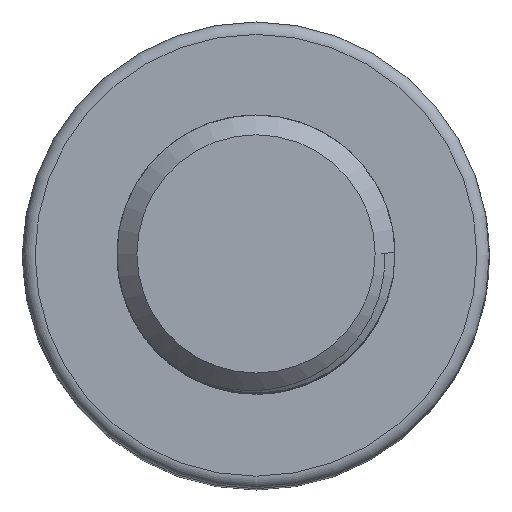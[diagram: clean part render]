
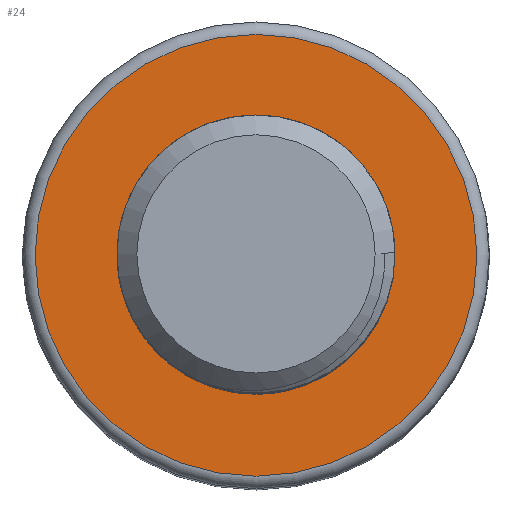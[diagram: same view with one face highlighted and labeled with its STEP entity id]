
A CAD part, top view. The second image highlights one B-rep face of the part: STEP entity #24.
In plain terms, the highlighted planar face has unit normal (0, 0, 1).
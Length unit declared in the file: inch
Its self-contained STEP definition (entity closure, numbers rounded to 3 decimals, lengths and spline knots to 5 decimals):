
#24 = ADVANCED_FACE ( 'NONE', ( #3604, #3608 ), #3401, .F. ) ;
#47 = AXIS2_PLACEMENT_3D ( 'NONE', #3390, #3402, #3403 ) ;
#68 = AXIS2_PLACEMENT_3D ( 'NONE', #331, #309, #308 ) ;
#76 = AXIS2_PLACEMENT_3D ( 'NONE', #97, #88, #87 ) ;
#87 = DIRECTION ( 'NONE',  ( 1., 0., 0. ) ) ;
#88 = DIRECTION ( 'NONE',  ( 0., 0., 1. ) ) ;
#97 = CARTESIAN_POINT ( 'NONE',  ( 0., 0., 0.325 ) ) ;
#308 = DIRECTION ( 'NONE',  ( 1., 0., 0. ) ) ;
#309 = DIRECTION ( 'NONE',  ( 0., 0., 1. ) ) ;
#331 = CARTESIAN_POINT ( 'NONE',  ( 0., 0., 0.325 ) ) ;
#588 = EDGE_CURVE ( 'NONE', #2658, #2658, #1789, .T. ) ;
#1789 = CIRCLE ( 'NONE', #68, 0.089 ) ;
#1807 = CIRCLE ( 'NONE', #76, 0.056 ) ;
#1880 = ORIENTED_EDGE ( 'NONE', *, *, #2987, .F. ) ;
#1898 = ORIENTED_EDGE ( 'NONE', *, *, #588, .T. ) ;
#1952 = EDGE_LOOP ( 'NONE', ( #1898 ) ) ;
#1976 = EDGE_LOOP ( 'NONE', ( #1880 ) ) ;
#2653 = CARTESIAN_POINT ( 'NONE',  ( 0.056, 0., 0.325 ) ) ;
#2654 = VERTEX_POINT ( 'NONE', #2653 ) ;
#2657 = CARTESIAN_POINT ( 'NONE',  ( 0.089, 0., 0.325 ) ) ;
#2658 = VERTEX_POINT ( 'NONE', #2657 ) ;
#2987 = EDGE_CURVE ( 'NONE', #2654, #2654, #1807, .T. ) ;
#3390 = CARTESIAN_POINT ( 'NONE',  ( 0., 0.089, 0.325 ) ) ;
#3401 = PLANE ( 'NONE',  #47 ) ;
#3402 = DIRECTION ( 'NONE',  ( 0., 0., -1. ) ) ;
#3403 = DIRECTION ( 'NONE',  ( -1., 0., 0. ) ) ;
#3604 = FACE_BOUND ( 'NONE', #1976, .T. ) ;
#3608 = FACE_OUTER_BOUND ( 'NONE', #1952, .T. ) ;
